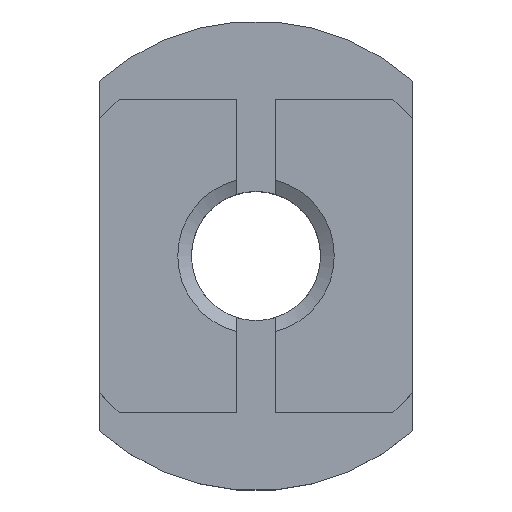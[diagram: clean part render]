
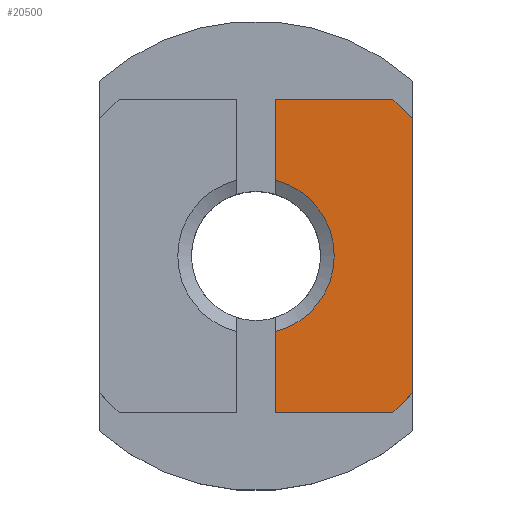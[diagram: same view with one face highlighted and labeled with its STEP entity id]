
A CAD part, top view. The second image highlights one B-rep face of the part: STEP entity #20500.
In plain terms, the highlighted face is planar.
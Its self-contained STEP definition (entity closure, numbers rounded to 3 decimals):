
#5080=CARTESIAN_POINT('',(3.5,0.,-4.));
#5090=VERTEX_POINT('',#5080);
#5170=CARTESIAN_POINT('',(0.5,0.,-4.));
#5180=VERTEX_POINT('',#5170);
#5210=CARTESIAN_POINT('',(0.,0.,-4.));
#5220=DIRECTION('',(1.,0.,0.));
#5230=VECTOR('',#5220,1.);
#5240=LINE('',#5210,#5230);
#5250=EDGE_CURVE('',#5180,#5090,#5240,.T.);
#19910=CARTESIAN_POINT('',(0.,0.,4.08));
#19920=DIRECTION('',(-0.,-1.,-0.));
#19930=DIRECTION('',(-1.,0.,0.));
#19940=AXIS2_PLACEMENT_3D('',#19910,#19920,#19930);
#19950=PLANE('',#19940);
#19960=CARTESIAN_POINT('',(0.5,0.,0.));
#19970=DIRECTION('',(0.,0.,-1.));
#19980=VECTOR('',#19970,1.);
#19990=LINE('',#19960,#19980);
#20000=CARTESIAN_POINT('',(0.5,0.,
-1.936));
#20010=VERTEX_POINT('',#20000);
#20020=EDGE_CURVE('',#20010,#5180,#19990,.T.);
#20030=ORIENTED_EDGE('',*,*,#20020,.T.);
#20040=CARTESIAN_POINT('',(0.,0.,0.));
#20050=DIRECTION('',(0.,1.,0.));
#20060=DIRECTION('',(1.,0.,0.));
#20070=AXIS2_PLACEMENT_3D('',#20040,#20050,#20060);
#20080=CIRCLE('',#20070,2.);
#20090=CARTESIAN_POINT('',(0.5,0.,
1.936));
#20100=VERTEX_POINT('',#20090);
#20110=EDGE_CURVE('',#20100,#20010,#20080,.T.);
#20120=ORIENTED_EDGE('',*,*,#20110,.T.);
#20130=CARTESIAN_POINT('',(0.5,0.,4.));
#20140=VERTEX_POINT('',#20130);
#20150=EDGE_CURVE('',#20140,#20100,#19990,.T.);
#20160=ORIENTED_EDGE('',*,*,#20150,.T.);
#20170=CARTESIAN_POINT('',(0.,0.,4.));
#20180=DIRECTION('',(1.,0.,0.));
#20190=VECTOR('',#20180,1.);
#20200=LINE('',#20170,#20190);
#20210=CARTESIAN_POINT('',(3.5,0.,4.));
#20220=VERTEX_POINT('',#20210);
#20230=EDGE_CURVE('',#20140,#20220,#20200,.T.);
#20240=ORIENTED_EDGE('',*,*,#20230,.F.);
#20250=CARTESIAN_POINT('',(7.5,0.,0.));
#20260=DIRECTION('',(0.707,0.,-0.707));
#20270=VECTOR('',#20260,1.);
#20280=LINE('',#20250,#20270);
#20290=CARTESIAN_POINT('',(4.,0.,3.5));
#20300=VERTEX_POINT('',#20290);
#20310=EDGE_CURVE('',#20220,#20300,#20280,.T.);
#20320=ORIENTED_EDGE('',*,*,#20310,.F.);
#20330=CARTESIAN_POINT('',(4.,0.,0.));
#20340=DIRECTION('',(0.,0.,1.));
#20350=VECTOR('',#20340,1.);
#20360=LINE('',#20330,#20350);
#20370=CARTESIAN_POINT('',(4.,0.,-3.5));
#20380=VERTEX_POINT('',#20370);
#20390=EDGE_CURVE('',#20380,#20300,#20360,.T.);
#20400=ORIENTED_EDGE('',*,*,#20390,.T.);
#20410=CARTESIAN_POINT('',(7.5,0.,0.));
#20420=DIRECTION('',(0.707,0.,0.707));
#20430=VECTOR('',#20420,1.);
#20440=LINE('',#20410,#20430);
#20450=EDGE_CURVE('',#5090,#20380,#20440,.T.);
#20460=ORIENTED_EDGE('',*,*,#20450,.T.);
#20470=ORIENTED_EDGE('',*,*,#5250,.T.);
#20480=EDGE_LOOP('',(#20470,#20460,#20400,#20320,#20240,#20160,#20120,
#20030));
#20490=FACE_OUTER_BOUND('',#20480,.T.);
#20500=ADVANCED_FACE('',(#20490),#19950,.T.);
